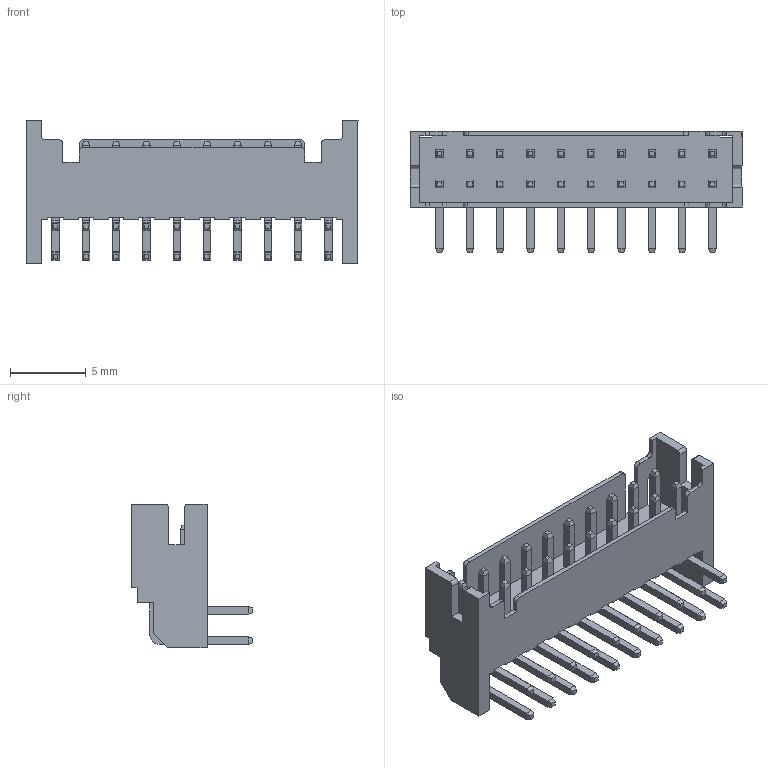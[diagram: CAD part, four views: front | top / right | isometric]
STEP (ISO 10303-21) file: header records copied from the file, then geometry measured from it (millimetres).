
FILE_DESCRIPTION((''),'2;1');
FILE_NAME('FWF20006-D20B22W5B_REF','2025-10-17T',('工程三'),(''),'PRO/ENGINEER BY PARAMETRIC TECHNOLOGY CORPORATION, 2010280','PRO/ENGINEER BY PARAMETRIC TECHNOLOGY CORPORATION, 2010280','');
FILE_SCHEMA(('CONFIG_CONTROL_DESIGN'));
Length unit declared in the file: millimetre
Products named in the file (1): FWF20006-D20B22W5B_REF
Bounding box: 21.9 x 8 x 9.48 mm (x, y, z)
Volume: 295.4 mm3; surface area: 1146.6 mm2
Topology: 1 solids, 1 shells, 576 faces, 1454 edges, 916 vertices
Faces by surface type: plane 520, cylinder 56
Entity records: 16856 total; most frequent: CARTESIAN_POINT 2946, ORIENTED_EDGE 2908, DIRECTION 2718, EDGE_CURVE 1454, VECTOR 1342, LINE 1342, VERTEX_POINT 916, AXIS2_PLACEMENT_3D 688
